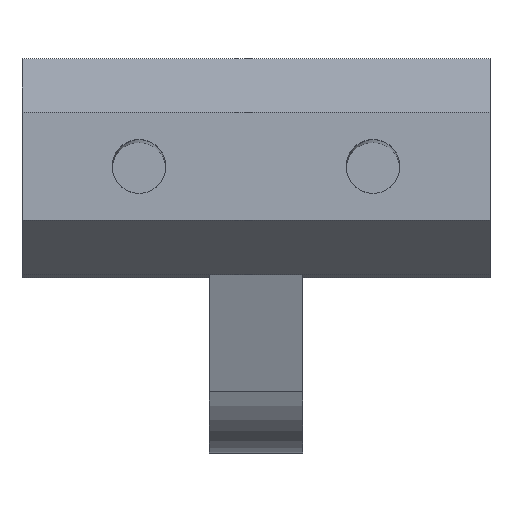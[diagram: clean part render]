
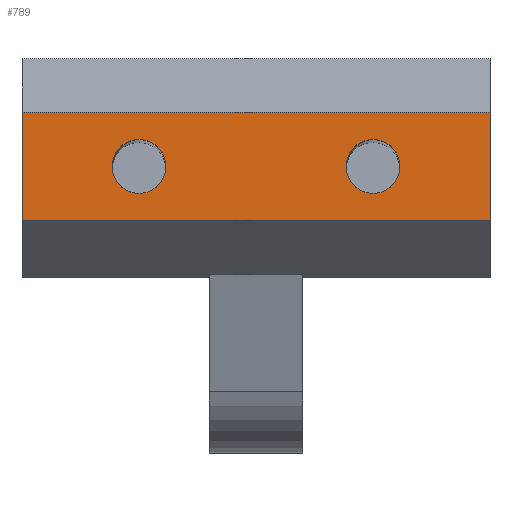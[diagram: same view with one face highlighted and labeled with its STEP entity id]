
A CAD part, top view. The second image highlights one B-rep face of the part: STEP entity #789.
In plain terms, the highlighted planar face has unit normal (0, 0, 1).
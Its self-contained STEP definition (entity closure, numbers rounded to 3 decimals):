
#29=FACE_BOUND('',#134,.T.);
#30=FACE_BOUND('',#135,.T.);
#45=PLANE('',#882);
#84=FACE_OUTER_BOUND('',#133,.T.);
#133=EDGE_LOOP('',(#683,#684,#685,#686));
#134=EDGE_LOOP('',(#687,#688));
#135=EDGE_LOOP('',(#689,#690));
#189=LINE('',#1433,#259);
#206=LINE('',#1470,#276);
#207=LINE('',#1473,#277);
#208=LINE('',#1474,#278);
#259=VECTOR('',#1037,10.);
#276=VECTOR('',#1066,10.);
#277=VECTOR('',#1069,10.);
#278=VECTOR('',#1070,10.);
#298=CIRCLE('',#822,1.15);
#299=CIRCLE('',#823,1.15);
#301=CIRCLE('',#828,1.15);
#302=CIRCLE('',#829,1.15);
#332=VERTEX_POINT('',#1114);
#333=VERTEX_POINT('',#1115);
#339=VERTEX_POINT('',#1217);
#340=VERTEX_POINT('',#1218);
#388=VERTEX_POINT('',#1430);
#389=VERTEX_POINT('',#1432);
#403=VERTEX_POINT('',#1468);
#404=VERTEX_POINT('',#1472);
#414=EDGE_CURVE('',#332,#333,#298,.T.);
#415=EDGE_CURVE('',#333,#332,#299,.T.);
#423=EDGE_CURVE('',#339,#340,#301,.T.);
#424=EDGE_CURVE('',#340,#339,#302,.T.);
#485=EDGE_CURVE('',#388,#389,#189,.T.);
#504=EDGE_CURVE('',#388,#403,#206,.T.);
#505=EDGE_CURVE('',#404,#403,#207,.T.);
#506=EDGE_CURVE('',#389,#404,#208,.T.);
#683=ORIENTED_EDGE('',*,*,#504,.T.);
#684=ORIENTED_EDGE('',*,*,#505,.F.);
#685=ORIENTED_EDGE('',*,*,#506,.F.);
#686=ORIENTED_EDGE('',*,*,#485,.F.);
#687=ORIENTED_EDGE('',*,*,#414,.T.);
#688=ORIENTED_EDGE('',*,*,#415,.T.);
#689=ORIENTED_EDGE('',*,*,#423,.T.);
#690=ORIENTED_EDGE('',*,*,#424,.T.);
#789=ADVANCED_FACE('',(#84,#29,#30),#45,.T.);
#822=AXIS2_PLACEMENT_3D('',#1116,#898,#899);
#823=AXIS2_PLACEMENT_3D('',#1117,#900,#901);
#828=AXIS2_PLACEMENT_3D('',#1219,#912,#913);
#829=AXIS2_PLACEMENT_3D('',#1220,#914,#915);
#882=AXIS2_PLACEMENT_3D('',#1471,#1067,#1068);
#898=DIRECTION('center_axis',(0.,0.,-1.));
#899=DIRECTION('ref_axis',(1.,0.,0.));
#900=DIRECTION('center_axis',(0.,0.,-1.));
#901=DIRECTION('ref_axis',(1.,0.,0.));
#912=DIRECTION('center_axis',(0.,0.,-1.));
#913=DIRECTION('ref_axis',(1.,0.,0.));
#914=DIRECTION('center_axis',(0.,0.,-1.));
#915=DIRECTION('ref_axis',(1.,0.,0.));
#1037=DIRECTION('',(0.,1.,0.));
#1066=DIRECTION('',(1.,0.,0.));
#1067=DIRECTION('center_axis',(0.,0.,1.));
#1068=DIRECTION('ref_axis',(0.,-1.,0.));
#1069=DIRECTION('',(0.,-1.,0.));
#1070=DIRECTION('',(1.,0.,0.));
#1114=CARTESIAN_POINT('',(-3.85,0.,43.505));
#1115=CARTESIAN_POINT('',(-6.15,0.,43.505));
#1116=CARTESIAN_POINT('Origin',(-5.,0.,43.505));
#1117=CARTESIAN_POINT('Origin',(-5.,0.,43.505));
#1217=CARTESIAN_POINT('',(6.15,0.,43.505));
#1218=CARTESIAN_POINT('',(3.85,0.,43.505));
#1219=CARTESIAN_POINT('Origin',(5.,0.,43.505));
#1220=CARTESIAN_POINT('Origin',(5.,0.,43.505));
#1430=CARTESIAN_POINT('',(-10.,-2.309,43.505));
#1432=CARTESIAN_POINT('',(-10.,2.309,43.505));
#1433=CARTESIAN_POINT('',(-10.,2.309,43.505));
#1468=CARTESIAN_POINT('',(10.,-2.309,43.505));
#1470=CARTESIAN_POINT('',(0.,-2.309,43.505));
#1471=CARTESIAN_POINT('Origin',(0.,2.309,43.505));
#1472=CARTESIAN_POINT('',(10.,2.309,43.505));
#1473=CARTESIAN_POINT('',(10.,2.309,43.505));
#1474=CARTESIAN_POINT('',(0.,2.309,43.505));
